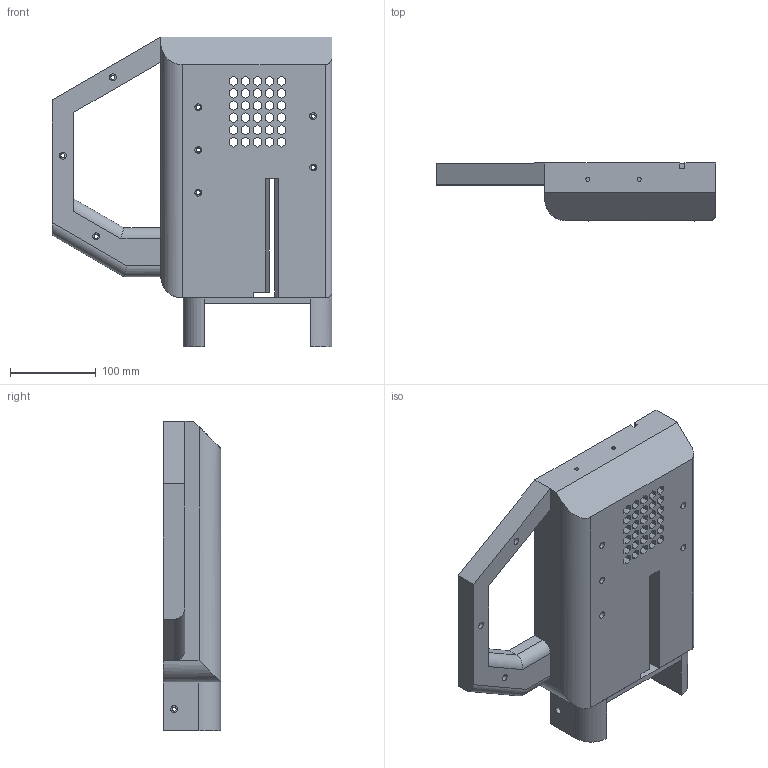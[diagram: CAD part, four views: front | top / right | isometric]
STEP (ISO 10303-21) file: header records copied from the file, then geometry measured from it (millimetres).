
FILE_DESCRIPTION(/* description */ (''),/* implementation_level */ '2;1');
FILE_NAME(/* name */ 'Stock right half_.step',/* time_stamp */ '2024-04-02T23:08:46-05:00',/* author */ (''),/* organization */ (''),/* preprocessor_version */ 'ST-DEVELOPER v20',/* originating_system */ 'Autodesk Translation Framework v12.20.1.177',/* authorisation */ '');
FILE_SCHEMA (('AUTOMOTIVE_DESIGN { 1 0 10303 214 3 1 1 }'));
Length unit declared in the file: inch
Products named in the file (1): Stock right half
Bounding box: 327 x 67.16 x 361.95 mm (x, y, z)
Volume: 3521062.4 mm3; surface area: 319204.2 mm2
Topology: 1 solids, 1 shells, 330 faces, 948 edges, 627 vertices
Faces by surface type: plane 285, cylinder 45
Full cylindrical faces by diameter (mm): 2.591 x3, 2.794 x6, 4.801 x12, 8.001 x10
Entity records: 10862 total; most frequent: CARTESIAN_POINT 1936, ORIENTED_EDGE 1896, DIRECTION 1691, EDGE_CURVE 948, LINE 859, VECTOR 859, VERTEX_POINT 627, EDGE_LOOP 421
